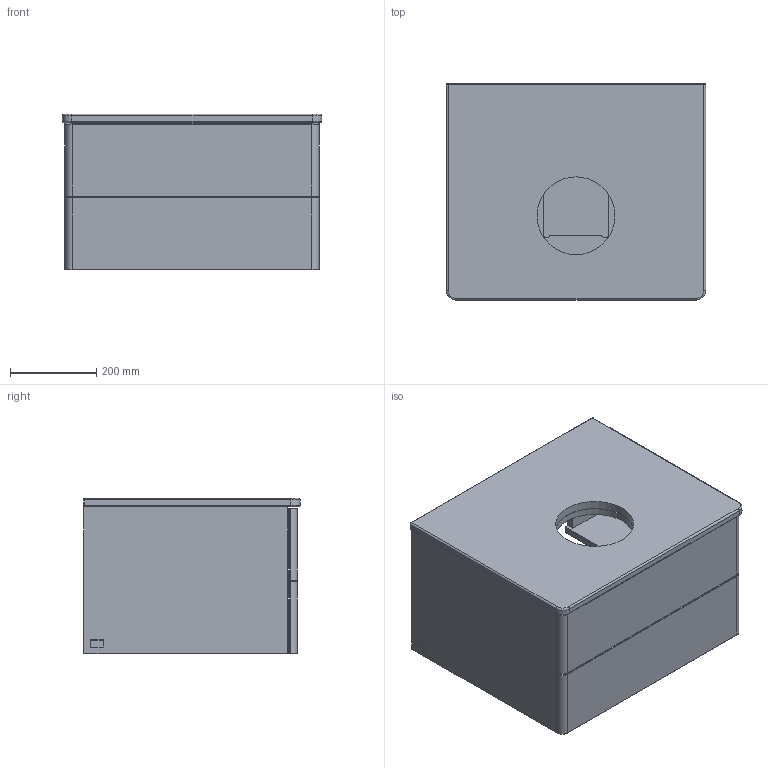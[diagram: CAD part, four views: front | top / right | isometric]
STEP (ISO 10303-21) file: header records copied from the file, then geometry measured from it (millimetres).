
FILE_DESCRIPTION((' '),'2;1');
FILE_NAME('K180_L180.stp','2023-04-04T16:09:22',(' '),(' '),' ','ACIS',' ');
FILE_SCHEMA(('CONFIG_CONTROL_DESIGN'));
Length unit declared in the file: millimetre
Products named in the file (16): K180_L180.stp; Körper1; Körper2; Körper3; Körper4; Körper5; Körper6; Körper7; Körper8; Körper9; Körper10; Körper11; Körper12; Körper13; Körper14; Körper15
Assembly tree (15 placements, depth 2):
  K180_L180.stp
    Körper1
    Körper2
    Körper3
    Körper4
    Körper5
    Körper6
    Körper7
    Körper8
    Körper9
    Körper10
    Körper11
    Körper12
    Körper13
    Körper14
    Körper15
Bounding box: 600 x 500 x 360 mm (x, y, z)
Volume: 28114956 mm3; surface area: 3719840.9 mm2
Topology: 15 solids, 15 shells, 193 faces, 433 edges, 266 vertices
Faces by surface type: plane 144, cylinder 29, cone 12, torus 4, sphere 4
Full cylindrical faces by diameter (mm): 35 x1, 180 x2
Entity records: 7485 total; most frequent: DIRECTION 948, CARTESIAN_POINT 916, ORIENTED_EDGE 852, EDGE_CURVE 426, VECTOR 352, LINE 352, AXIS2_PLACEMENT_3D 298, VERTEX_POINT 266
